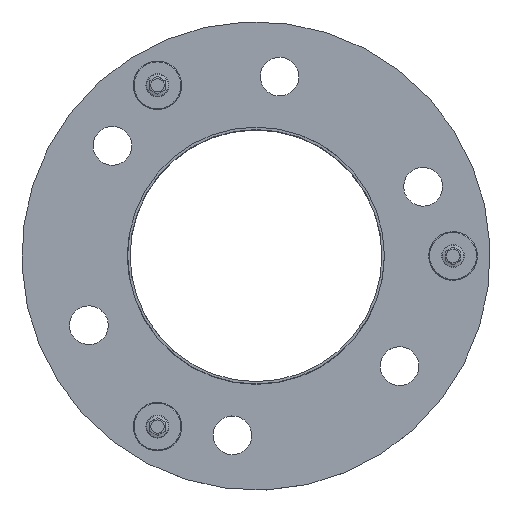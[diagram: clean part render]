
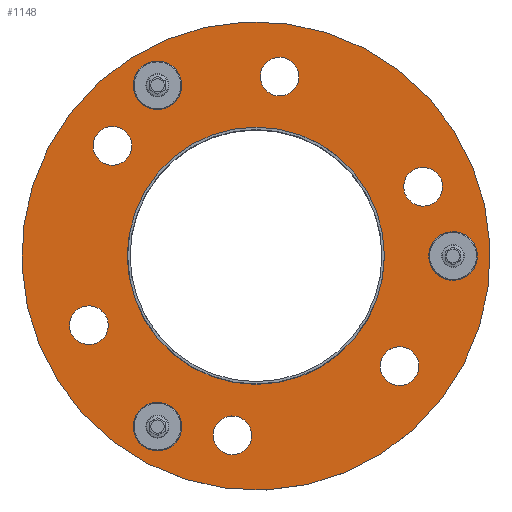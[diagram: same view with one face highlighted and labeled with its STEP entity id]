
A CAD part, top view. The second image highlights one B-rep face of the part: STEP entity #1148.
In plain terms, the highlighted planar face has unit normal (0, 0, 1).
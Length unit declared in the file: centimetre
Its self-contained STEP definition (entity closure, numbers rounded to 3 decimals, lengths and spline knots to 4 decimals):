
#101=FACE_BOUND('',#305,.T.);
#102=FACE_BOUND('',#306,.T.);
#103=FACE_BOUND('',#307,.T.);
#104=FACE_BOUND('',#308,.T.);
#105=FACE_BOUND('',#309,.T.);
#106=FACE_BOUND('',#310,.T.);
#107=FACE_BOUND('',#311,.T.);
#108=FACE_BOUND('',#312,.T.);
#109=FACE_BOUND('',#313,.T.);
#110=FACE_BOUND('',#314,.T.);
#135=PLANE('',#1472);
#210=FACE_OUTER_BOUND('',#304,.T.);
#304=EDGE_LOOP('',(#968));
#305=EDGE_LOOP('',(#969));
#306=EDGE_LOOP('',(#970));
#307=EDGE_LOOP('',(#971));
#308=EDGE_LOOP('',(#972));
#309=EDGE_LOOP('',(#973));
#310=EDGE_LOOP('',(#974));
#311=EDGE_LOOP('',(#975));
#312=EDGE_LOOP('',(#976));
#313=EDGE_LOOP('',(#977));
#314=EDGE_LOOP('',(#978));
#390=CIRCLE('',#1440,13.);
#392=CIRCLE('',#1443,13.);
#394=CIRCLE('',#1446,13.);
#396=CIRCLE('',#1449,12.);
#398=CIRCLE('',#1452,12.);
#400=CIRCLE('',#1455,12.);
#402=CIRCLE('',#1458,12.);
#404=CIRCLE('',#1461,12.);
#406=CIRCLE('',#1464,12.);
#408=CIRCLE('',#1467,78.);
#409=CIRCLE('',#1469,145.);
#489=VERTEX_POINT('',#2247);
#491=VERTEX_POINT('',#2253);
#493=VERTEX_POINT('',#2259);
#495=VERTEX_POINT('',#2265);
#497=VERTEX_POINT('',#2271);
#499=VERTEX_POINT('',#2277);
#501=VERTEX_POINT('',#2283);
#503=VERTEX_POINT('',#2289);
#505=VERTEX_POINT('',#2295);
#507=VERTEX_POINT('',#2301);
#508=VERTEX_POINT('',#2305);
#640=EDGE_CURVE('',#489,#489,#390,.T.);
#643=EDGE_CURVE('',#491,#491,#392,.T.);
#646=EDGE_CURVE('',#493,#493,#394,.T.);
#649=EDGE_CURVE('',#495,#495,#396,.T.);
#652=EDGE_CURVE('',#497,#497,#398,.T.);
#655=EDGE_CURVE('',#499,#499,#400,.T.);
#658=EDGE_CURVE('',#501,#501,#402,.T.);
#661=EDGE_CURVE('',#503,#503,#404,.T.);
#664=EDGE_CURVE('',#505,#505,#406,.T.);
#667=EDGE_CURVE('',#507,#507,#408,.T.);
#668=EDGE_CURVE('',#508,#508,#409,.T.);
#968=ORIENTED_EDGE('',*,*,#668,.T.);
#969=ORIENTED_EDGE('',*,*,#640,.T.);
#970=ORIENTED_EDGE('',*,*,#643,.T.);
#971=ORIENTED_EDGE('',*,*,#646,.T.);
#972=ORIENTED_EDGE('',*,*,#667,.T.);
#973=ORIENTED_EDGE('',*,*,#664,.T.);
#974=ORIENTED_EDGE('',*,*,#661,.T.);
#975=ORIENTED_EDGE('',*,*,#658,.T.);
#976=ORIENTED_EDGE('',*,*,#655,.T.);
#977=ORIENTED_EDGE('',*,*,#652,.T.);
#978=ORIENTED_EDGE('',*,*,#649,.T.);
#1148=ADVANCED_FACE('',(#210,#101,#102,#103,#104,#105,#106,#107,#108,#109,
#110),#135,.T.);
#1440=AXIS2_PLACEMENT_3D('',#2249,#1761,#1762);
#1443=AXIS2_PLACEMENT_3D('',#2255,#1768,#1769);
#1446=AXIS2_PLACEMENT_3D('',#2261,#1775,#1776);
#1449=AXIS2_PLACEMENT_3D('',#2267,#1782,#1783);
#1452=AXIS2_PLACEMENT_3D('',#2273,#1789,#1790);
#1455=AXIS2_PLACEMENT_3D('',#2279,#1796,#1797);
#1458=AXIS2_PLACEMENT_3D('',#2285,#1803,#1804);
#1461=AXIS2_PLACEMENT_3D('',#2291,#1810,#1811);
#1464=AXIS2_PLACEMENT_3D('',#2297,#1817,#1818);
#1467=AXIS2_PLACEMENT_3D('',#2303,#1824,#1825);
#1469=AXIS2_PLACEMENT_3D('',#2306,#1828,#1829);
#1472=AXIS2_PLACEMENT_3D('',#2311,#1835,#1836);
#1761=DIRECTION('center_axis',(0.,0.,-1.));
#1762=DIRECTION('ref_axis',(0.,-1.,0.));
#1768=DIRECTION('center_axis',(0.,0.,-1.));
#1769=DIRECTION('ref_axis',(0.866,0.5,0.));
#1775=DIRECTION('center_axis',(0.,0.,-1.));
#1776=DIRECTION('ref_axis',(-0.866,0.5,0.));
#1782=DIRECTION('center_axis',(0.,0.,-1.));
#1783=DIRECTION('ref_axis',(0.131,0.991,0.));
#1789=DIRECTION('center_axis',(0.,0.,-1.));
#1790=DIRECTION('ref_axis',(-0.924,-0.383,0.));
#1796=DIRECTION('center_axis',(0.,0.,-1.));
#1797=DIRECTION('ref_axis',(0.793,-0.609,0.));
#1803=DIRECTION('center_axis',(0.,0.,-1.));
#1804=DIRECTION('ref_axis',(-0.131,-0.991,0.));
#1810=DIRECTION('center_axis',(0.,0.,-1.));
#1811=DIRECTION('ref_axis',(-0.793,0.609,0.));
#1817=DIRECTION('center_axis',(0.,0.,-1.));
#1818=DIRECTION('ref_axis',(0.924,0.383,0.));
#1824=DIRECTION('center_axis',(0.,0.,-1.));
#1825=DIRECTION('ref_axis',(0.924,0.383,0.));
#1828=DIRECTION('center_axis',(0.,0.,1.));
#1829=DIRECTION('ref_axis',(0.924,0.383,0.));
#1835=DIRECTION('center_axis',(0.,0.,1.));
#1836=DIRECTION('ref_axis',(0.924,0.383,0.));
#2247=CARTESIAN_POINT('',(122.,13.,14.));
#2249=CARTESIAN_POINT('Origin',(122.,0.,14.));
#2253=CARTESIAN_POINT('',(-72.2583,99.1551,14.));
#2255=CARTESIAN_POINT('Origin',(-61.,105.6551,14.));
#2259=CARTESIAN_POINT('',(-49.7417,-112.1551,14.));
#2261=CARTESIAN_POINT('Origin',(-61.,-105.6551,14.));
#2265=CARTESIAN_POINT('',(-16.1852,-122.9392,14.));
#2267=CARTESIAN_POINT('Origin',(-14.6189,-111.0418,14.));
#2271=CARTESIAN_POINT('',(114.5611,47.4527,14.));
#2273=CARTESIAN_POINT('Origin',(103.4745,42.8605,14.));
#2277=CARTESIAN_POINT('',(-98.3758,75.4864,14.));
#2279=CARTESIAN_POINT('Origin',(-88.8556,68.1813,14.));
#2283=CARTESIAN_POINT('',(16.1852,122.9392,14.));
#2285=CARTESIAN_POINT('Origin',(14.6189,111.0418,14.));
#2289=CARTESIAN_POINT('',(98.3758,-75.4864,14.));
#2291=CARTESIAN_POINT('Origin',(88.8556,-68.1813,14.));
#2295=CARTESIAN_POINT('',(-114.5611,-47.4527,14.));
#2297=CARTESIAN_POINT('Origin',(-103.4745,-42.8605,14.));
#2301=CARTESIAN_POINT('',(-72.0626,-29.8493,14.));
#2303=CARTESIAN_POINT('Origin',(0.,0.,14.));
#2305=CARTESIAN_POINT('',(-133.9625,-55.4891,14.));
#2306=CARTESIAN_POINT('Origin',(0.,0.,14.));
#2311=CARTESIAN_POINT('Origin',(0.,0.,14.));
